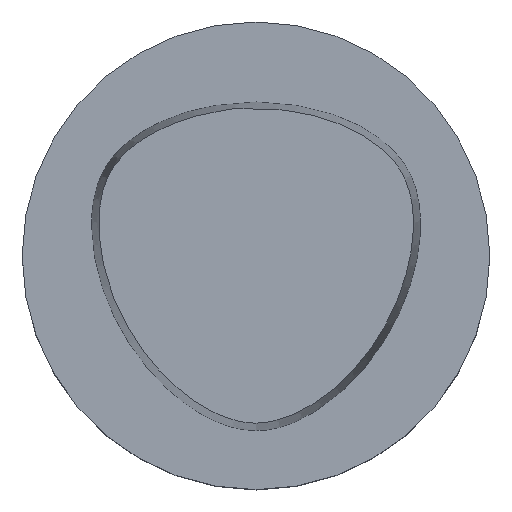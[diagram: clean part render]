
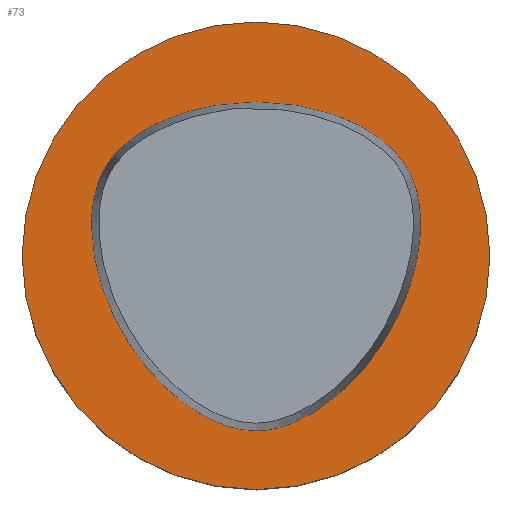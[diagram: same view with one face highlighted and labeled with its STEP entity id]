
A CAD part, top view. The second image highlights one B-rep face of the part: STEP entity #73.
In plain terms, the highlighted planar face has unit normal (0, 0, 1).
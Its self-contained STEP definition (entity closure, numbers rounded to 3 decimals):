
#73=ADVANCED_FACE('Unnamed[1]',(#177,#178),#179,.T.);
#106=EDGE_CURVE('Unnamed[1]',#231,#231,#232,.T.);
#121=EDGE_CURVE('Unnamed[1]',#253,#253,#254,.T.);
#177=FACE_BOUND('',#315,.T.);
#178=FACE_OUTER_BOUND('',#316,.T.);
#179=PLANE('',#317);
#231=VERTEX_POINT('',#429);
#232=CIRCLE('',#430,25.0);
#253=VERTEX_POINT('',#840);
#254=B_SPLINE_CURVE_WITH_KNOTS('',3,(#841,#842,#843,#844,#845,#846,#847,#848,#849,#850,#851,#852,#853,#854,#855,#856,#857,#858,#859,#860,#861,#862,#863,#864,#865,#866,#867,#868,#869,#870,#871,#872,#873,#874,#875,#876,#877,#878,#879,#880,#881,#882,#883,#884,#885,#886,#887,#888,#889,#890,#891,#892,#893,#894,#895,#896,#897,#898,#899,#900,#901,#902,#903,#904,#905,#906,#907,#908,#909,#910,#911,#912,#913,#914,#915,#916,#917,#918,#919,#920,#921,#922,#923,#924,#925,#926,#927,#928,#929,#930,#931,#932,#933,#934,#935,#936),.UNSPECIFIED.,.T.,.F.,(4,2,2,2,2,2,2,2,2,2,2,2,2,2,2,2,2,2,2,2,2,2,2,2,2,2,2,2,2,2,2,2,2,2,2,2,2,2,2,2,2,2,2,2,2,2,2,4),(0.0,0.,0.023,0.046,0.069,0.091,0.112,0.133,0.153,0.173,0.194,0.214,0.236,0.257,0.28,0.302,0.326,0.349,0.372,0.395,0.417,0.438,0.459,0.48,0.5,0.52,0.541,0.562,0.583,0.605,0.628,0.651,0.674,0.698,0.72,0.743,0.764,0.786,0.806,0.827,0.847,0.867,0.888,0.909,0.931,0.954,0.977,1.0),.UNSPECIFIED.);
#315=EDGE_LOOP('',(#997));
#316=EDGE_LOOP('',(#998));
#317=AXIS2_PLACEMENT_3D('',#999,#1000,#1001);
#429=CARTESIAN_POINT('',(0.,25.0,0.));
#430=AXIS2_PLACEMENT_3D('',#1058,#1059,#1060);
#840=CARTESIAN_POINT('',(-0.001,-18.694,0.));
#841=CARTESIAN_POINT('',(-0.001,-18.694,0.));
#842=CARTESIAN_POINT('',(-0.011,-18.694,0.));
#843=CARTESIAN_POINT('',(-0.02,-18.694,0.));
#844=CARTESIAN_POINT('',(-0.871,-18.695,0.));
#845=CARTESIAN_POINT('',(-1.713,-18.556,0.));
#846=CARTESIAN_POINT('',(-3.347,-18.108,0.));
#847=CARTESIAN_POINT('',(-4.138,-17.797,0.0));
#848=CARTESIAN_POINT('',(-5.644,-17.061,0.));
#849=CARTESIAN_POINT('',(-6.361,-16.639,0.));
#850=CARTESIAN_POINT('',(-7.712,-15.718,0.));
#851=CARTESIAN_POINT('',(-8.348,-15.221,0.));
#852=CARTESIAN_POINT('',(-9.549,-14.18,0.0));
#853=CARTESIAN_POINT('',(-10.114,-13.638,0.));
#854=CARTESIAN_POINT('',(-11.179,-12.514,0.));
#855=CARTESIAN_POINT('',(-11.678,-11.934,0.0));
#856=CARTESIAN_POINT('',(-12.616,-10.742,0.));
#857=CARTESIAN_POINT('',(-13.055,-10.13,0.0));
#858=CARTESIAN_POINT('',(-13.877,-8.876,0.));
#859=CARTESIAN_POINT('',(-14.26,-8.233,0.));
#860=CARTESIAN_POINT('',(-14.972,-6.916,0.));
#861=CARTESIAN_POINT('',(-15.3,-6.242,0.0));
#862=CARTESIAN_POINT('',(-15.902,-4.857,0.0));
#863=CARTESIAN_POINT('',(-16.174,-4.147,0.));
#864=CARTESIAN_POINT('',(-16.658,-2.689,0.0));
#865=CARTESIAN_POINT('',(-16.869,-1.941,0.0));
#866=CARTESIAN_POINT('',(-17.218,-0.406,0.0));
#867=CARTESIAN_POINT('',(-17.354,0.381,0.0));
#868=CARTESIAN_POINT('',(-17.542,1.99,0.0));
#869=CARTESIAN_POINT('',(-17.59,2.813,0.0));
#870=CARTESIAN_POINT('',(-17.564,4.476,0.0));
#871=CARTESIAN_POINT('',(-17.486,5.317,0.0));
#872=CARTESIAN_POINT('',(-17.171,6.985,0.0));
#873=CARTESIAN_POINT('',(-16.933,7.811,0.0));
#874=CARTESIAN_POINT('',(-16.223,9.36,0.0));
#875=CARTESIAN_POINT('',(-15.753,10.083,0.0));
#876=CARTESIAN_POINT('',(-14.646,11.379,0.0));
#877=CARTESIAN_POINT('',(-14.011,11.953,0.0));
#878=CARTESIAN_POINT('',(-12.665,12.971,0.0));
#879=CARTESIAN_POINT('',(-11.955,13.418,0.));
#880=CARTESIAN_POINT('',(-10.5,14.197,0.0));
#881=CARTESIAN_POINT('',(-9.758,14.532,0.));
#882=CARTESIAN_POINT('',(-8.263,15.113,0.));
#883=CARTESIAN_POINT('',(-7.511,15.361,0.));
#884=CARTESIAN_POINT('',(-6.005,15.774,0.0));
#885=CARTESIAN_POINT('',(-5.251,15.94,0.));
#886=CARTESIAN_POINT('',(-3.745,16.178,0.));
#887=CARTESIAN_POINT('',(-2.993,16.252,0.));
#888=CARTESIAN_POINT('',(-1.489,16.39,0.));
#889=CARTESIAN_POINT('',(-0.738,16.454,0.));
#890=CARTESIAN_POINT('',(0.759,16.454,0.));
#891=CARTESIAN_POINT('',(1.505,16.392,0.));
#892=CARTESIAN_POINT('',(3.002,16.253,0.));
#893=CARTESIAN_POINT('',(3.753,16.176,0.));
#894=CARTESIAN_POINT('',(5.259,15.935,0.));
#895=CARTESIAN_POINT('',(6.013,15.769,0.));
#896=CARTESIAN_POINT('',(7.522,15.364,0.0));
#897=CARTESIAN_POINT('',(8.275,15.122,0.0));
#898=CARTESIAN_POINT('',(9.771,14.545,0.));
#899=CARTESIAN_POINT('',(10.514,14.208,0.0));
#900=CARTESIAN_POINT('',(11.964,13.421,0.));
#901=CARTESIAN_POINT('',(12.67,12.968,0.));
#902=CARTESIAN_POINT('',(14.011,11.942,0.0));
#903=CARTESIAN_POINT('',(14.644,11.366,0.0));
#904=CARTESIAN_POINT('',(15.747,10.068,0.));
#905=CARTESIAN_POINT('',(16.217,9.345,0.0));
#906=CARTESIAN_POINT('',(16.93,7.799,0.));
#907=CARTESIAN_POINT('',(17.173,6.976,0.0));
#908=CARTESIAN_POINT('',(17.495,5.311,0.0));
#909=CARTESIAN_POINT('',(17.574,4.469,0.0));
#910=CARTESIAN_POINT('',(17.598,2.805,0.0));
#911=CARTESIAN_POINT('',(17.546,1.982,0.0));
#912=CARTESIAN_POINT('',(17.353,0.374,0.0));
#913=CARTESIAN_POINT('',(17.214,-0.413,0.0));
#914=CARTESIAN_POINT('',(16.864,-1.947,0.0));
#915=CARTESIAN_POINT('',(16.655,-2.696,0.0));
#916=CARTESIAN_POINT('',(16.172,-4.154,0.0));
#917=CARTESIAN_POINT('',(15.9,-4.864,0.0));
#918=CARTESIAN_POINT('',(15.298,-6.248,0.0));
#919=CARTESIAN_POINT('',(14.969,-6.923,0.0));
#920=CARTESIAN_POINT('',(14.256,-8.24,0.0));
#921=CARTESIAN_POINT('',(13.873,-8.882,0.0));
#922=CARTESIAN_POINT('',(13.052,-10.136,0.0));
#923=CARTESIAN_POINT('',(12.612,-10.748,0.0));
#924=CARTESIAN_POINT('',(11.674,-11.94,0.0));
#925=CARTESIAN_POINT('',(11.173,-12.519,0.0));
#926=CARTESIAN_POINT('',(10.107,-13.641,0.));
#927=CARTESIAN_POINT('',(9.541,-14.183,0.0));
#928=CARTESIAN_POINT('',(8.337,-15.22,0.));
#929=CARTESIAN_POINT('',(7.7,-15.714,0.0));
#930=CARTESIAN_POINT('',(6.351,-16.64,0.));
#931=CARTESIAN_POINT('',(5.639,-17.071,0.));
#932=CARTESIAN_POINT('',(4.137,-17.815,0.));
#933=CARTESIAN_POINT('',(3.346,-18.127,0.));
#934=CARTESIAN_POINT('',(1.703,-18.565,0.));
#935=CARTESIAN_POINT('',(0.849,-18.69,0.0));
#936=CARTESIAN_POINT('',(-0.001,-18.694,0.));
#997=ORIENTED_EDGE('',*,*,#121,.T.);
#998=ORIENTED_EDGE('',*,*,#106,.F.);
#999=CARTESIAN_POINT('',(0.,12.5,0.));
#1000=DIRECTION('',(0.,0.,1.0));
#1001=DIRECTION('',(0.,-1.0,0.));
#1058=CARTESIAN_POINT('',(0.0,0.0,0.0));
#1059=DIRECTION('',(0.,0.,-1.0));
#1060=DIRECTION('',(0.,1.0,0.));
